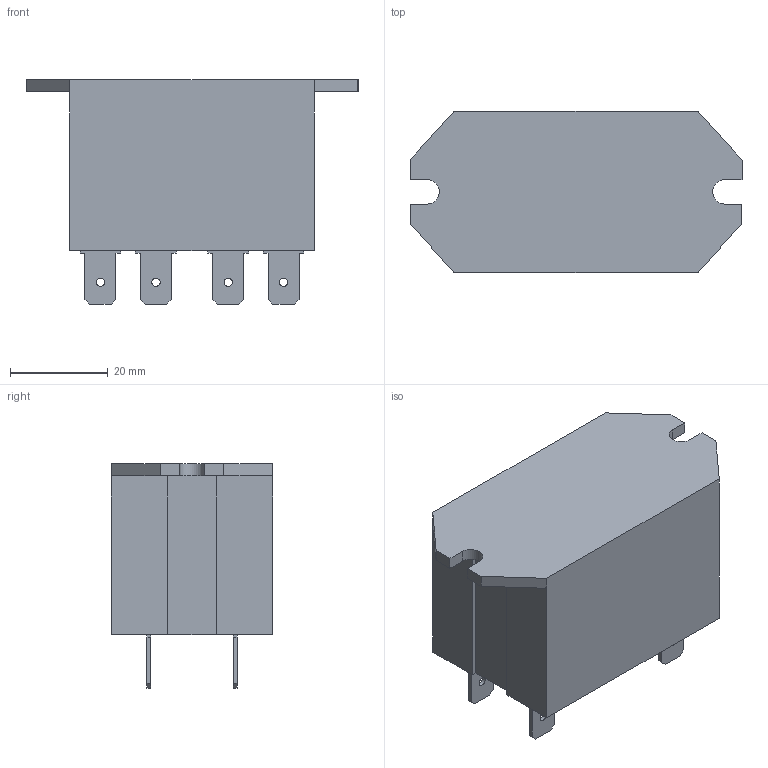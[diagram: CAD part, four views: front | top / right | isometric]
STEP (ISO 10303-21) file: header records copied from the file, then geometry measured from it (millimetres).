
FILE_DESCRIPTION(/* description */ (''),/* implementation_level */ '2;1');
FILE_NAME(/* name */ 'G7L-2A-TUB-CB.step',/* time_stamp */ '2020-07-18T21:52:59+02:00',/* author */ (''),/* organization */ (''),/* preprocessor_version */ 'ST-DEVELOPER v18.1',/* originating_system */ 'Autodesk Translation Framework v9.3.0.1241',/* authorisation */ '');
FILE_SCHEMA (('AUTOMOTIVE_DESIGN { 1 0 10303 214 3 1 1 }'));
Length unit declared in the file: millimetre
Products named in the file (1): G7L-2A-TUB-CB
Bounding box: 68 x 33 x 46 mm (x, y, z)
Volume: 58322.8 mm3; surface area: 11059.3 mm2
Topology: 7 solids, 7 shells, 108 faces, 278 edges, 184 vertices
Faces by surface type: plane 100, cylinder 8
Full cylindrical faces by diameter (mm): 1.7 x6
Entity records: 3277 total; most frequent: CARTESIAN_POINT 571, ORIENTED_EDGE 556, DIRECTION 512, EDGE_CURVE 278, LINE 262, VECTOR 262, VERTEX_POINT 184, AXIS2_PLACEMENT_3D 125
